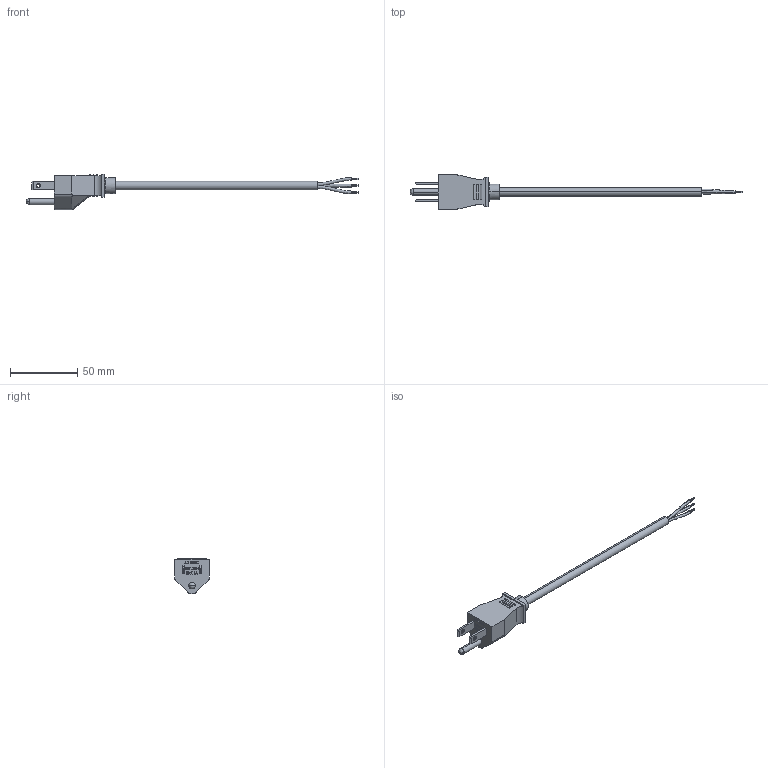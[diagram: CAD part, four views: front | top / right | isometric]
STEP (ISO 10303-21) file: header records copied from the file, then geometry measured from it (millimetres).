
FILE_DESCRIPTION (( 'STEP AP203' ), '1' );
FILE_NAME ('11-00028_revA.STEP', '2016-11-08T17:11:46', ( '' ), ( '' ), 'SwSTEP 2.0', 'SolidWorks 2015', '' );
FILE_SCHEMA (( 'CONFIG_CONTROL_DESIGN' ));
Length unit declared in the file: millimetre
Products named in the file (3): TLY-13_White; 30-00245_s + t; 11-00028_revA
Assembly tree (2 placements, depth 2):
  11-00028_revA
    30-00245_s + t
    TLY-13_White
Bounding box: 246 x 25.8 x 26.4 mm (x, y, z)
Volume: 22183.3 mm3; surface area: 41934.5 mm2
Topology: 254 solids, 254 shells, 1876 faces, 3996 edges, 2658 vertices
Faces by surface type: plane 1028, cylinder 780, bspline 48, torus 12, cone 8
Entity records: 54873 total; most frequent: CARTESIAN_POINT 12626, DIRECTION 9095, ORIENTED_EDGE 7984, EDGE_CURVE 3992, AXIS2_PLACEMENT_3D 3438, VERTEX_POINT 2658, LINE 2219, VECTOR 2219
